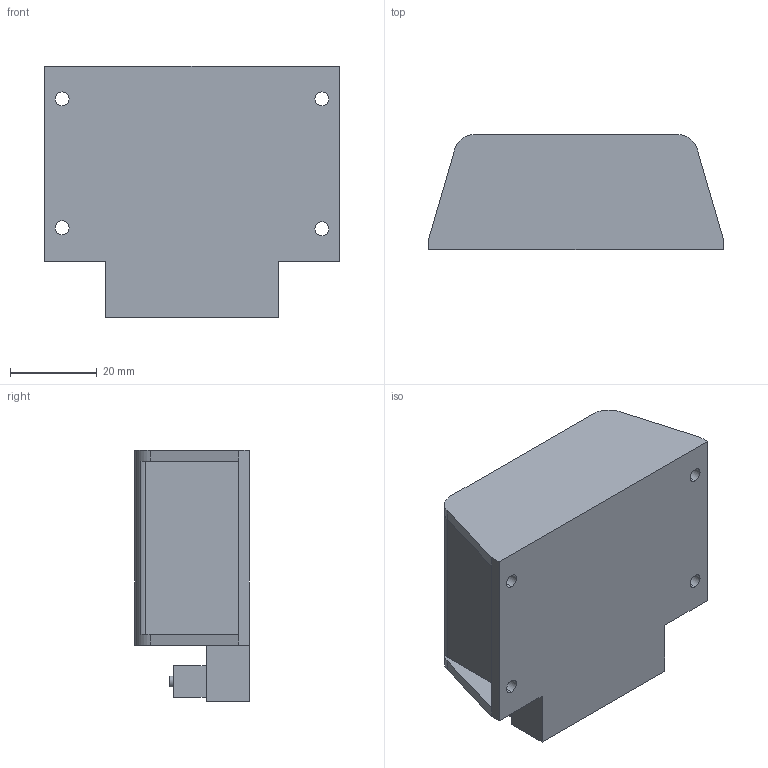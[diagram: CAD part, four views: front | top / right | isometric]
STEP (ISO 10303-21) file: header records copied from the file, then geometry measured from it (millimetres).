
FILE_DESCRIPTION (( 'STEP AP203' ), '1' );
FILE_NAME ('13-018421.step', '2022-02-15T16:25:44', ( '' ), ( '' ), 'SwSTEP 2.0', 'SolidWorks 2021', '' );
FILE_SCHEMA (( 'CONFIG_CONTROL_DESIGN' ));
Length unit declared in the file: millimetre
Products named in the file (1): 13-018421
Bounding box: 68 x 26.5 x 58 mm (x, y, z)
Volume: 73625.2 mm3; surface area: 13943.8 mm2
Topology: 1 solids, 1 shells, 66 faces, 158 edges, 104 vertices
Faces by surface type: plane 36, cylinder 30
Entity records: 2027 total; most frequent: DIRECTION 356, CARTESIAN_POINT 329, ORIENTED_EDGE 316, EDGE_CURVE 158, AXIS2_PLACEMENT_3D 131, VERTEX_POINT 104, LINE 94, VECTOR 94
